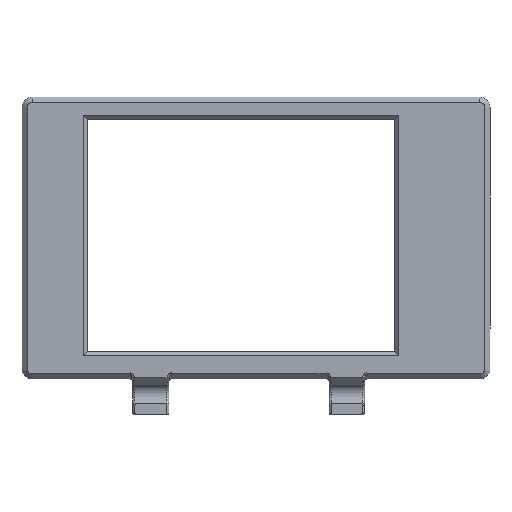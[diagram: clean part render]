
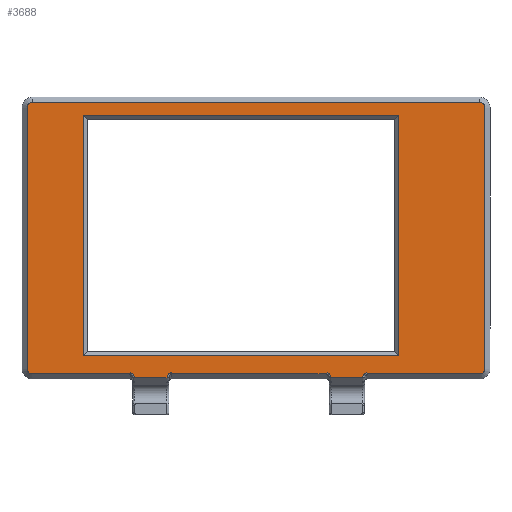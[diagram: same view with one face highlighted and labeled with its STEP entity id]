
A CAD part, top view. The second image highlights one B-rep face of the part: STEP entity #3688.
In plain terms, the highlighted planar face has unit normal (0, 0, 1).
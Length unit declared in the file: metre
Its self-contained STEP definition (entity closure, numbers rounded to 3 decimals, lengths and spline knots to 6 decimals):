
#133=CIRCLE('',#3876,0.001);
#135=CIRCLE('',#3879,0.001);
#169=CIRCLE('',#3972,0.001);
#171=CIRCLE('',#3976,0.001);
#254=ELLIPSE('',#3983,0.001131,0.0008);
#255=ELLIPSE('',#3984,0.001131,0.0008);
#256=ELLIPSE('',#3985,0.001131,0.0008);
#257=ELLIPSE('',#3986,0.001131,0.0008);
#801=ORIENTED_EDGE('',*,*,#1696,.F.);
#802=ORIENTED_EDGE('',*,*,#1712,.T.);
#803=ORIENTED_EDGE('',*,*,#1713,.T.);
#804=ORIENTED_EDGE('',*,*,#1714,.T.);
#805=ORIENTED_EDGE('',*,*,#1430,.F.);
#806=ORIENTED_EDGE('',*,*,#1715,.T.);
#807=ORIENTED_EDGE('',*,*,#1716,.T.);
#808=ORIENTED_EDGE('',*,*,#1717,.T.);
#809=ORIENTED_EDGE('',*,*,#1418,.F.);
#810=ORIENTED_EDGE('',*,*,#1699,.F.);
#811=ORIENTED_EDGE('',*,*,#1702,.F.);
#812=ORIENTED_EDGE('',*,*,#1705,.F.);
#813=ORIENTED_EDGE('',*,*,#1708,.F.);
#814=ORIENTED_EDGE('',*,*,#1556,.F.);
#815=ORIENTED_EDGE('',*,*,#1567,.F.);
#816=ORIENTED_EDGE('',*,*,#1552,.F.);
#817=ORIENTED_EDGE('',*,*,#1450,.T.);
#818=ORIENTED_EDGE('',*,*,#1444,.T.);
#819=ORIENTED_EDGE('',*,*,#1446,.T.);
#820=ORIENTED_EDGE('',*,*,#1452,.T.);
#1418=EDGE_CURVE('',#1963,#1961,#2309,.T.);
#1430=EDGE_CURVE('',#1974,#1975,#2320,.T.);
#1444=EDGE_CURVE('',#1984,#1987,#2330,.T.);
#1446=EDGE_CURVE('',#1987,#1988,#2332,.T.);
#1450=EDGE_CURVE('',#1990,#1984,#2336,.T.);
#1452=EDGE_CURVE('',#1988,#1990,#2338,.T.);
#1552=EDGE_CURVE('',#2069,#2070,#133,.T.);
#1556=EDGE_CURVE('',#2072,#2074,#135,.T.);
#1567=EDGE_CURVE('',#2070,#2072,#2431,.T.);
#1696=EDGE_CURVE('',#2166,#2069,#2528,.T.);
#1699=EDGE_CURVE('',#2168,#1963,#169,.T.);
#1702=EDGE_CURVE('',#2170,#2168,#2532,.T.);
#1705=EDGE_CURVE('',#2172,#2170,#171,.T.);
#1708=EDGE_CURVE('',#2074,#2172,#2536,.T.);
#1712=EDGE_CURVE('',#2166,#2174,#254,.F.);
#1713=EDGE_CURVE('',#2174,#2175,#2539,.T.);
#1714=EDGE_CURVE('',#2175,#1975,#255,.F.);
#1715=EDGE_CURVE('',#1974,#2176,#256,.F.);
#1716=EDGE_CURVE('',#2176,#2177,#2540,.T.);
#1717=EDGE_CURVE('',#2177,#1961,#257,.F.);
#1961=VERTEX_POINT('',#5315);
#1963=VERTEX_POINT('',#5319);
#1974=VERTEX_POINT('',#5345);
#1975=VERTEX_POINT('',#5346);
#1984=VERTEX_POINT('',#5374);
#1987=VERTEX_POINT('',#5379);
#1988=VERTEX_POINT('',#5383);
#1990=VERTEX_POINT('',#5389);
#2069=VERTEX_POINT('',#5593);
#2070=VERTEX_POINT('',#5595);
#2072=VERTEX_POINT('',#5601);
#2074=VERTEX_POINT('',#5604);
#2166=VERTEX_POINT('',#5896);
#2168=VERTEX_POINT('',#5902);
#2170=VERTEX_POINT('',#5908);
#2172=VERTEX_POINT('',#5914);
#2174=VERTEX_POINT('',#5928);
#2175=VERTEX_POINT('',#5930);
#2176=VERTEX_POINT('',#5933);
#2177=VERTEX_POINT('',#5935);
#2309=LINE('',#5320,#2670);
#2320=LINE('',#5344,#2681);
#2330=LINE('',#5380,#2691);
#2332=LINE('',#5385,#2693);
#2336=LINE('',#5392,#2697);
#2338=LINE('',#5395,#2699);
#2431=LINE('',#5624,#2792);
#2528=LINE('',#5897,#2889);
#2532=LINE('',#5909,#2893);
#2536=LINE('',#5919,#2897);
#2539=LINE('',#5929,#2900);
#2540=LINE('',#5934,#2901);
#2670=VECTOR('',#4217,1.);
#2681=VECTOR('',#4234,1.);
#2691=VECTOR('',#4252,1.);
#2693=VECTOR('',#4256,1.);
#2697=VECTOR('',#4262,1.);
#2699=VECTOR('',#4266,1.);
#2792=VECTOR('',#4457,1.);
#2889=VECTOR('',#4722,1.);
#2893=VECTOR('',#4734,1.);
#2897=VECTOR('',#4746,1.);
#2900=VECTOR('',#4759,1.);
#2901=VECTOR('',#4764,1.);
#3132=EDGE_LOOP('',(#801,#802,#803,#804,#805,#806,#807,#808,#809,#810,#811,
#812,#813,#814,#815,#816));
#3133=EDGE_LOOP('',(#817,#818,#819,#820));
#3361=FACE_BOUND('',#3132,.T.);
#3362=FACE_BOUND('',#3133,.T.);
#3547=PLANE('',#3982);
#3688=ADVANCED_FACE('',(#3361,#3362),#3547,.T.);
#3876=AXIS2_PLACEMENT_3D('',#5594,#4425,#4426);
#3879=AXIS2_PLACEMENT_3D('',#5603,#4433,#4434);
#3972=AXIS2_PLACEMENT_3D('',#5903,#4727,#4728);
#3976=AXIS2_PLACEMENT_3D('',#5915,#4739,#4740);
#3982=AXIS2_PLACEMENT_3D('',#5926,#4755,#4756);
#3983=AXIS2_PLACEMENT_3D('',#5927,#4757,#4758);
#3984=AXIS2_PLACEMENT_3D('',#5931,#4760,#4761);
#3985=AXIS2_PLACEMENT_3D('',#5932,#4762,#4763);
#3986=AXIS2_PLACEMENT_3D('',#5936,#4765,#4766);
#4217=DIRECTION('',(-1.,0.,0.));
#4234=DIRECTION('',(-1.,0.,0.));
#4252=DIRECTION('',(-1.,0.,0.));
#4256=DIRECTION('',(0.,1.,0.));
#4262=DIRECTION('',(0.,-1.,0.));
#4266=DIRECTION('',(1.,0.,0.));
#4425=DIRECTION('',(0.,0.,-1.));
#4426=DIRECTION('',(-1.,0.,0.));
#4433=DIRECTION('',(0.,0.,-1.));
#4434=DIRECTION('',(0.,1.,0.));
#4457=DIRECTION('',(0.,1.,0.));
#4722=DIRECTION('',(-1.,0.,0.));
#4727=DIRECTION('',(0.,0.,-1.));
#4728=DIRECTION('',(0.,-1.,0.));
#4734=DIRECTION('',(0.,-1.,0.));
#4739=DIRECTION('',(0.,0.,-1.));
#4740=DIRECTION('',(1.,0.,0.));
#4746=DIRECTION('',(1.,0.,0.));
#4755=DIRECTION('',(0.,0.,1.));
#4756=DIRECTION('',(1.,0.,0.));
#4757=DIRECTION('',(0.,0.,1.));
#4758=DIRECTION('',(0.,-1.,0.));
#4759=DIRECTION('',(1.,0.,0.));
#4760=DIRECTION('',(0.,0.,1.));
#4761=DIRECTION('',(0.,-1.,0.));
#4762=DIRECTION('',(0.,0.,1.));
#4763=DIRECTION('',(0.,1.,0.));
#4764=DIRECTION('',(1.,0.,0.));
#4765=DIRECTION('',(0.,0.,1.));
#4766=DIRECTION('',(0.,-1.,0.));
#5315=CARTESIAN_POINT('',(0.065217,-0.0265,0.0055));
#5319=CARTESIAN_POINT('',(0.0869,-0.0265,0.0055));
#5320=CARTESIAN_POINT('',(0.02165,-0.0265,0.0055));
#5344=CARTESIAN_POINT('',(0.02165,-0.0265,0.0055));
#5345=CARTESIAN_POINT('',(0.056683,-0.0265,0.0055));
#5346=CARTESIAN_POINT('',(0.027022,-0.0265,0.0055));
#5374=CARTESIAN_POINT('',(0.0711,-0.023,0.0055));
#5379=CARTESIAN_POINT('',(0.0095,-0.023,0.0055));
#5380=CARTESIAN_POINT('',(0.0434,-0.023,0.0055));
#5383=CARTESIAN_POINT('',(0.0095,0.024,0.0055));
#5385=CARTESIAN_POINT('',(0.0095,0.,0.0055));
#5389=CARTESIAN_POINT('',(0.0711,0.024,0.0055));
#5392=CARTESIAN_POINT('',(0.0711,0.,0.0055));
#5395=CARTESIAN_POINT('',(0.0434,0.024,0.0055));
#5593=CARTESIAN_POINT('',(-0.0005,-0.0265,0.0055));
#5594=CARTESIAN_POINT('',(-0.0005,-0.0255,0.0055));
#5595=CARTESIAN_POINT('',(-0.0015,-0.0255,0.0055));
#5601=CARTESIAN_POINT('',(-0.0015,0.0255,0.0055));
#5603=CARTESIAN_POINT('',(-0.0005,0.0255,0.0055));
#5604=CARTESIAN_POINT('',(-0.0005,0.0265,0.0055));
#5624=CARTESIAN_POINT('',(-0.0015,0.01275,0.0055));
#5896=CARTESIAN_POINT('',(0.018288,-0.0265,0.0055));
#5897=CARTESIAN_POINT('',(0.02165,-0.0265,0.0055));
#5902=CARTESIAN_POINT('',(0.0879,-0.0255,0.0055));
#5903=CARTESIAN_POINT('',(0.0869,-0.0255,0.0055));
#5908=CARTESIAN_POINT('',(0.0879,0.0255,0.0055));
#5909=CARTESIAN_POINT('',(0.0879,-0.01275,0.0055));
#5914=CARTESIAN_POINT('',(0.0869,0.0265,0.0055));
#5915=CARTESIAN_POINT('',(0.0869,0.0255,0.0055));
#5919=CARTESIAN_POINT('',(0.06515,0.0265,0.0055));
#5926=CARTESIAN_POINT('',(0.0434,0.,0.0055));
#5927=CARTESIAN_POINT('',(0.018705,-0.027466,0.0055));
#5928=CARTESIAN_POINT('',(0.01949,-0.02725,0.0055));
#5929=CARTESIAN_POINT('',(0.026205,-0.02725,0.0055));
#5930=CARTESIAN_POINT('',(0.02582,-0.02725,0.0055));
#5931=CARTESIAN_POINT('',(0.026605,-0.027466,0.0055));
#5932=CARTESIAN_POINT('',(0.0571,-0.027466,0.0055));
#5933=CARTESIAN_POINT('',(0.057885,-0.02725,0.0055));
#5934=CARTESIAN_POINT('',(0.0644,-0.02725,0.0055));
#5935=CARTESIAN_POINT('',(0.064015,-0.02725,0.0055));
#5936=CARTESIAN_POINT('',(0.0648,-0.027466,0.0055));
